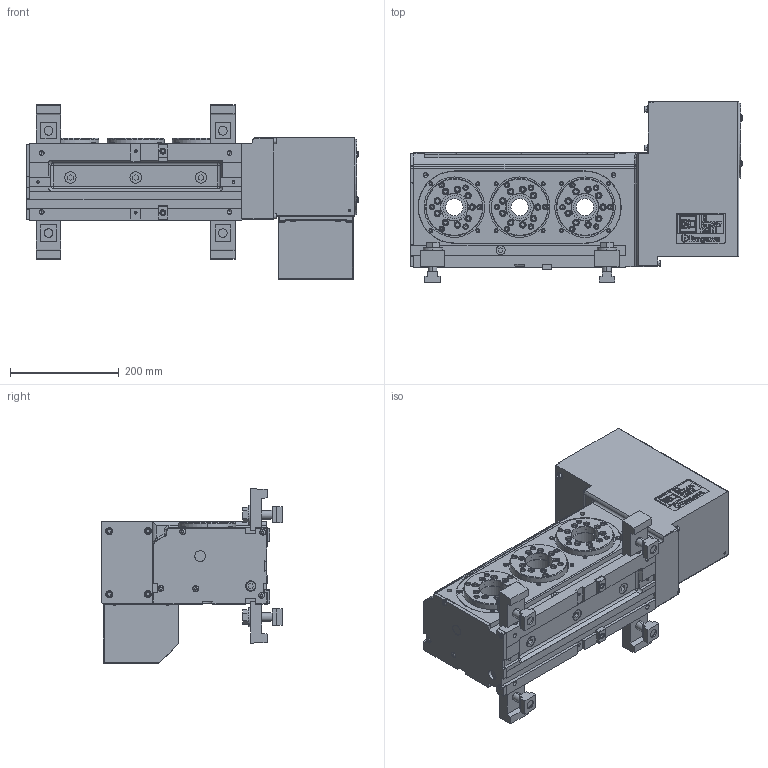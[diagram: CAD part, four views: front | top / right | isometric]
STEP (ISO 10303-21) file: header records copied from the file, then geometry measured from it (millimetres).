
FILE_DESCRIPTION (( 'STEP AP214' ), '1' );
FILE_NAME ('OUTSIDE VIEW（61E270994）TM3100AE04.STEP', '2013-12-26T04:42:36', ( '' ), ( '' ), 'SwSTEP 2.0', 'SolidWorks 2012', '' );
FILE_SCHEMA (( 'AUTOMOTIVE_DESIGN' ));
Length unit declared in the file: millimetre
Products named in the file (1): OUTSIDE VIEW（61E270994）TM3100AE04
Bounding box: 609.9 x 332 x 321 mm (x, y, z)
Volume: 19013774 mm3; surface area: 977049.2 mm2
Topology: 1 solids, 14 shells, 3381 faces, 8722 edges, 5649 vertices
Faces by surface type: plane 2433, cylinder 650, cone 224, torus 68, sphere 5, bspline 1
Entity records: 101312 total; most frequent: CARTESIAN_POINT 17799, ORIENTED_EDGE 17284, DIRECTION 16965, EDGE_CURVE 8642, LINE 7043, VECTOR 7043, VERTEX_POINT 5649, AXIS2_PLACEMENT_3D 4961
